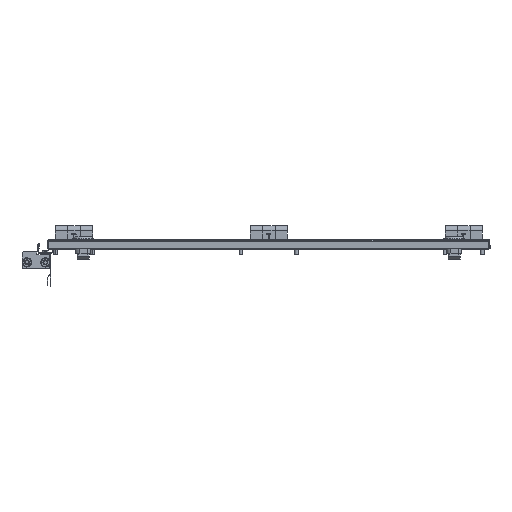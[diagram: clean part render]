
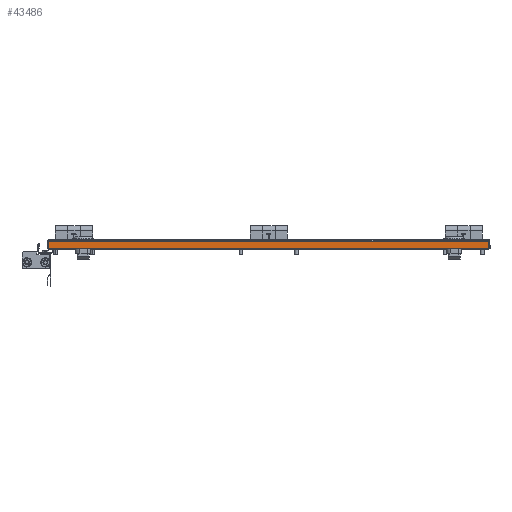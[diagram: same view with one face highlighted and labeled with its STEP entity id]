
A CAD part, left-side view. The second image highlights one B-rep face of the part: STEP entity #43486.
In plain terms, the highlighted planar face has unit normal (-1, 0, 0).
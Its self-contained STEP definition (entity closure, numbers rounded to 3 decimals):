
#2701 = FACE_OUTER_BOUND ( 'NONE', #53907, .T. ) ;
#7133 = EDGE_CURVE ( 'NONE', #32572, #54402, #59802, .T. ) ;
#8417 = CARTESIAN_POINT ( 'NONE',  ( -589.25, -296.531, -12. ) ) ;
#9797 = LINE ( 'NONE', #50790, #62061 ) ;
#10588 = VERTEX_POINT ( 'NONE', #8417 ) ;
#11028 = ORIENTED_EDGE ( 'NONE', *, *, #61033, .F. ) ;
#11147 = VERTEX_POINT ( 'NONE', #42948 ) ;
#15345 = DIRECTION ( 'NONE',  ( 0., 0., -1. ) ) ;
#19378 = CARTESIAN_POINT ( 'NONE',  ( -589.25, -0.002, -12. ) ) ;
#22626 = ORIENTED_EDGE ( 'NONE', *, *, #43623, .F. ) ;
#24213 = CARTESIAN_POINT ( 'NONE',  ( -589.25, 296.528, 0. ) ) ;
#26221 = DIRECTION ( 'NONE',  ( 0., -1., 0. ) ) ;
#26969 = CARTESIAN_POINT ( 'NONE',  ( -589.25, 296.528, -2.4 ) ) ;
#27611 = AXIS2_PLACEMENT_3D ( 'NONE', #48120, #36620, #15345 ) ;
#28092 = LINE ( 'NONE', #19378, #58855 ) ;
#32572 = VERTEX_POINT ( 'NONE', #26969 ) ;
#36620 = DIRECTION ( 'NONE',  ( 1., 0., 0. ) ) ;
#39973 = DIRECTION ( 'NONE',  ( 0., 0., -1. ) ) ;
#40176 = VECTOR ( 'NONE', #26221, 1000. ) ;
#40821 = EDGE_CURVE ( 'NONE', #54402, #10588, #28092, .T. ) ;
#42895 = CARTESIAN_POINT ( 'NONE',  ( -589.25, -298.002, -2.4 ) ) ;
#42948 = CARTESIAN_POINT ( 'NONE',  ( -589.25, -296.531, -2.4 ) ) ;
#43486 = ADVANCED_FACE ( 'NONE', ( #2701 ), #53401, .F. ) ;
#43623 = EDGE_CURVE ( 'NONE', #32572, #11147, #47868, .T. ) ;
#44689 = CARTESIAN_POINT ( 'NONE',  ( -589.25, 296.528, -12. ) ) ;
#47868 = LINE ( 'NONE', #42895, #40176 ) ;
#48120 = CARTESIAN_POINT ( 'NONE',  ( -589.25, -0.002, 0. ) ) ;
#50790 = CARTESIAN_POINT ( 'NONE',  ( -589.25, -296.531, -1.4 ) ) ;
#53401 = PLANE ( 'NONE',  #27611 ) ;
#53907 = EDGE_LOOP ( 'NONE', ( #11028, #22626, #58753, #58904 ) ) ;
#54402 = VERTEX_POINT ( 'NONE', #44689 ) ;
#55551 = VECTOR ( 'NONE', #39973, 1000. ) ;
#58753 = ORIENTED_EDGE ( 'NONE', *, *, #7133, .T. ) ;
#58855 = VECTOR ( 'NONE', #63405, 1000. ) ;
#58904 = ORIENTED_EDGE ( 'NONE', *, *, #40821, .T. ) ;
#59802 = LINE ( 'NONE', #24213, #55551 ) ;
#61033 = EDGE_CURVE ( 'NONE', #11147, #10588, #9797, .T. ) ;
#62061 = VECTOR ( 'NONE', #66564, 1000. ) ;
#63405 = DIRECTION ( 'NONE',  ( 0., -1., 0. ) ) ;
#66564 = DIRECTION ( 'NONE',  ( 0., 0., -1. ) ) ;
